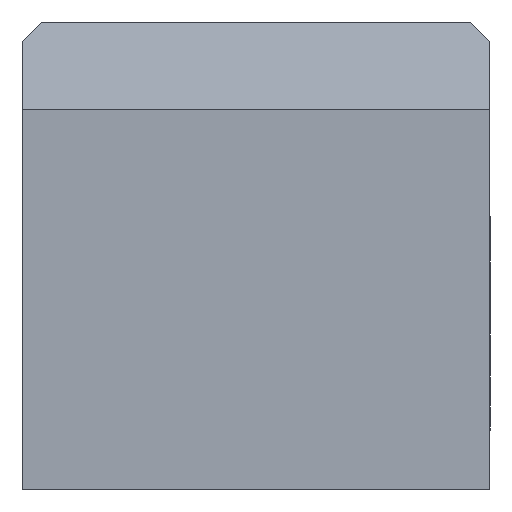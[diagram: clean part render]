
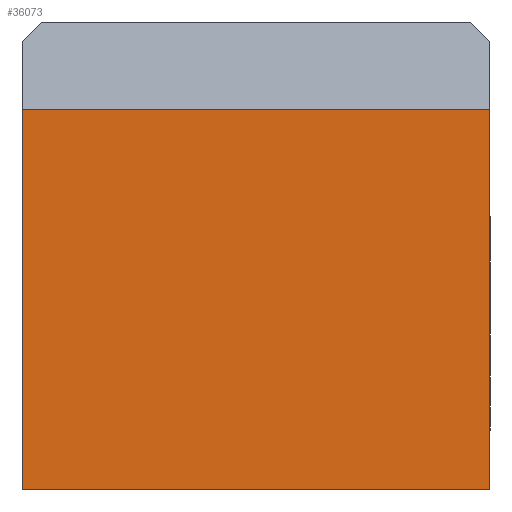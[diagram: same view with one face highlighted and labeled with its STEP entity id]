
A CAD part, left-side view. The second image highlights one B-rep face of the part: STEP entity #36073.
In plain terms, the highlighted planar face has unit normal (-1, 0, 0).
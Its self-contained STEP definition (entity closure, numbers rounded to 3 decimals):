
#281 = LINE ( 'NONE', #22987, #29001 ) ;
#391 = DIRECTION ( 'NONE',  ( 0., 0., 1. ) ) ;
#1612 = EDGE_LOOP ( 'NONE', ( #14238, #35564, #18014, #19430 ) ) ;
#2940 = PLANE ( 'NONE',  #33282 ) ;
#3697 = EDGE_CURVE ( 'NONE', #31502, #16413, #9404, .T. ) ;
#3756 = VECTOR ( 'NONE', #391, 1000. ) ;
#3952 = FACE_OUTER_BOUND ( 'NONE', #1612, .T. ) ;
#5712 = VERTEX_POINT ( 'NONE', #19350 ) ;
#5950 = DIRECTION ( 'NONE',  ( 0., 0., -1. ) ) ;
#9404 = LINE ( 'NONE', #21175, #3756 ) ;
#9737 = CARTESIAN_POINT ( 'NONE',  ( 0., 24., -8. ) ) ;
#11038 = EDGE_CURVE ( 'NONE', #5712, #31066, #14128, .T. ) ;
#11283 = DIRECTION ( 'NONE',  ( 0., -1., 0. ) ) ;
#12213 = CARTESIAN_POINT ( 'NONE',  ( 0., 0., 16. ) ) ;
#14128 = LINE ( 'NONE', #12213, #32027 ) ;
#14238 = ORIENTED_EDGE ( 'NONE', *, *, #3697, .F. ) ;
#16413 = VERTEX_POINT ( 'NONE', #16602 ) ;
#16602 = CARTESIAN_POINT ( 'NONE',  ( 0., 24., 11.5 ) ) ;
#17246 = VECTOR ( 'NONE', #37400, 1000. ) ;
#18014 = ORIENTED_EDGE ( 'NONE', *, *, #11038, .F. ) ;
#19350 = CARTESIAN_POINT ( 'NONE',  ( 0., 0., 11.5 ) ) ;
#19430 = ORIENTED_EDGE ( 'NONE', *, *, #23457, .F. ) ;
#21175 = CARTESIAN_POINT ( 'NONE',  ( 0., 24., -8. ) ) ;
#21822 = DIRECTION ( 'NONE',  ( 0., 0., -1. ) ) ;
#22987 = CARTESIAN_POINT ( 'NONE',  ( 0., 0., 11.5 ) ) ;
#23457 = EDGE_CURVE ( 'NONE', #16413, #5712, #281, .T. ) ;
#23961 = DIRECTION ( 'NONE',  ( 1., 0., 0. ) ) ;
#25569 = CARTESIAN_POINT ( 'NONE',  ( 0., 0., -8. ) ) ;
#26303 = CARTESIAN_POINT ( 'NONE',  ( 0., 0., -8. ) ) ;
#27135 = CARTESIAN_POINT ( 'NONE',  ( 0., 0., 16. ) ) ;
#28562 = LINE ( 'NONE', #25569, #17246 ) ;
#29001 = VECTOR ( 'NONE', #11283, 1000. ) ;
#31066 = VERTEX_POINT ( 'NONE', #26303 ) ;
#31502 = VERTEX_POINT ( 'NONE', #9737 ) ;
#32027 = VECTOR ( 'NONE', #21822, 1000. ) ;
#32101 = EDGE_CURVE ( 'NONE', #31502, #31066, #28562, .T. ) ;
#33282 = AXIS2_PLACEMENT_3D ( 'NONE', #27135, #23961, #5950 ) ;
#35564 = ORIENTED_EDGE ( 'NONE', *, *, #32101, .T. ) ;
#36073 = ADVANCED_FACE ( 'NONE', ( #3952 ), #2940, .F. ) ;
#37400 = DIRECTION ( 'NONE',  ( 0., -1., 0. ) ) ;
